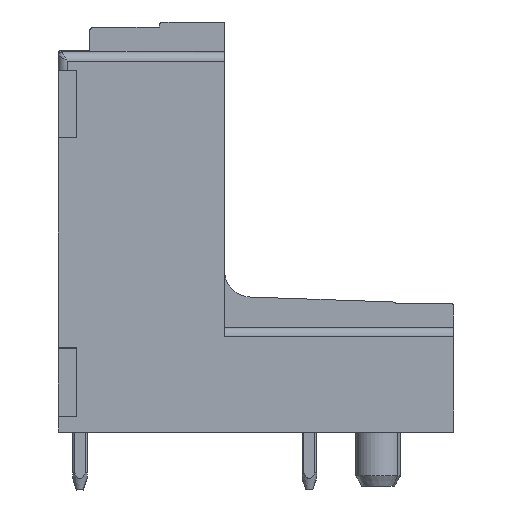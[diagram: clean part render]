
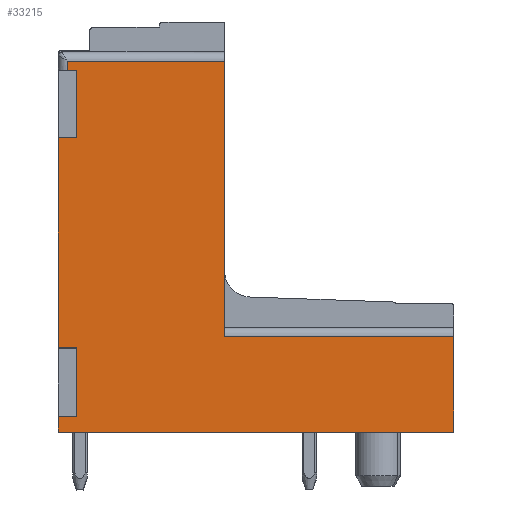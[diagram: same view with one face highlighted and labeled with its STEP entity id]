
A CAD part, left-side view. The second image highlights one B-rep face of the part: STEP entity #33215.
In plain terms, the highlighted planar face has unit normal (-1, 0, 0).
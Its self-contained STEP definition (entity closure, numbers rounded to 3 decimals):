
#33197=AXIS2_PLACEMENT_3D('Plane Axis2P3D',#33194,#33195,#33196) ;
#150=CARTESIAN_POINT('Vertex',(0.,21.9,3.2)) ;
#852=CARTESIAN_POINT('Vertex',(0.,0.,3.2)) ;
#855=CARTESIAN_POINT('Line Origine',(0.,10.95,3.2)) ;
#1216=CARTESIAN_POINT('Line Origine',(0.,21.9,3.635)) ;
#1220=CARTESIAN_POINT('Vertex',(0.,21.9,4.07)) ;
#1290=CARTESIAN_POINT('Vertex',(0.,21.9,7.89)) ;
#1293=CARTESIAN_POINT('Line Origine',(0.,21.9,13.695)) ;
#1297=CARTESIAN_POINT('Vertex',(0.,21.9,19.5)) ;
#2404=CARTESIAN_POINT('Vertex',(0.,12.7,23.74)) ;
#2407=CARTESIAN_POINT('Line Origine',(0.,12.7,16.12)) ;
#2411=CARTESIAN_POINT('Vertex',(0.,12.7,8.5)) ;
#4390=CARTESIAN_POINT('Vertex',(0.,0.,8.5)) ;
#4393=CARTESIAN_POINT('Line Origine',(0.,0.,5.85)) ;
#15003=CARTESIAN_POINT('Vertex',(0.,21.4,23.74)) ;
#26465=CARTESIAN_POINT('Line Origine',(0.,21.4,13.72)) ;
#26469=CARTESIAN_POINT('Vertex',(0.,21.4,23.24)) ;
#26489=CARTESIAN_POINT('Line Origine',(0.,10.95,23.74)) ;
#26501=CARTESIAN_POINT('Line Origine',(0.,21.4,4.07)) ;
#26505=CARTESIAN_POINT('Vertex',(0.,20.9,4.07)) ;
#26523=CARTESIAN_POINT('Line Origine',(0.,20.9,5.98)) ;
#26527=CARTESIAN_POINT('Vertex',(0.,20.9,7.89)) ;
#26542=CARTESIAN_POINT('Line Origine',(0.,21.4,7.89)) ;
#26554=CARTESIAN_POINT('Line Origine',(0.,21.4,19.5)) ;
#26558=CARTESIAN_POINT('Vertex',(0.,20.9,19.5)) ;
#26576=CARTESIAN_POINT('Line Origine',(0.,20.9,21.37)) ;
#26580=CARTESIAN_POINT('Vertex',(0.,20.9,23.24)) ;
#26595=CARTESIAN_POINT('Line Origine',(0.,21.15,23.24)) ;
#32647=CARTESIAN_POINT('Line Origine',(0.,10.95,8.5)) ;
#33194=CARTESIAN_POINT('Axis2P3D Location',(0.,0.,0.)) ;
#856=DIRECTION('Vector Direction',(0.,1.,0.)) ;
#1217=DIRECTION('Vector Direction',(0.,0.,1.)) ;
#1294=DIRECTION('Vector Direction',(0.,0.,1.)) ;
#2408=DIRECTION('Vector Direction',(0.,0.,-1.)) ;
#4394=DIRECTION('Vector Direction',(0.,0.,-1.)) ;
#26466=DIRECTION('Vector Direction',(0.,0.,-1.)) ;
#26490=DIRECTION('Vector Direction',(0.,-1.,0.)) ;
#26502=DIRECTION('Vector Direction',(0.,-1.,0.)) ;
#26524=DIRECTION('Vector Direction',(0.,0.,-1.)) ;
#26543=DIRECTION('Vector Direction',(0.,1.,0.)) ;
#26555=DIRECTION('Vector Direction',(0.,-1.,0.)) ;
#26577=DIRECTION('Vector Direction',(0.,0.,-1.)) ;
#26596=DIRECTION('Vector Direction',(0.,1.,0.)) ;
#32648=DIRECTION('Vector Direction',(0.,-1.,0.)) ;
#33195=DIRECTION('Axis2P3D Direction',(-1.,0.,0.)) ;
#33196=DIRECTION('Axis2P3D XDirection',(0.,-1.,0.)) ;
#857=VECTOR('Line Direction',#856,1.) ;
#1218=VECTOR('Line Direction',#1217,1.) ;
#1295=VECTOR('Line Direction',#1294,1.) ;
#2409=VECTOR('Line Direction',#2408,1.) ;
#4395=VECTOR('Line Direction',#4394,1.) ;
#26467=VECTOR('Line Direction',#26466,1.) ;
#26491=VECTOR('Line Direction',#26490,1.) ;
#26503=VECTOR('Line Direction',#26502,1.) ;
#26525=VECTOR('Line Direction',#26524,1.) ;
#26544=VECTOR('Line Direction',#26543,1.) ;
#26556=VECTOR('Line Direction',#26555,1.) ;
#26578=VECTOR('Line Direction',#26577,1.) ;
#26597=VECTOR('Line Direction',#26596,1.) ;
#32649=VECTOR('Line Direction',#32648,1.) ;
#33200=ORIENTED_EDGE('',*,*,#26599,.T.) ;
#33201=ORIENTED_EDGE('',*,*,#26582,.T.) ;
#33202=ORIENTED_EDGE('',*,*,#26560,.T.) ;
#33203=ORIENTED_EDGE('',*,*,#1299,.T.) ;
#33204=ORIENTED_EDGE('',*,*,#26546,.T.) ;
#33205=ORIENTED_EDGE('',*,*,#26529,.T.) ;
#33206=ORIENTED_EDGE('',*,*,#26507,.T.) ;
#33207=ORIENTED_EDGE('',*,*,#1222,.T.) ;
#33208=ORIENTED_EDGE('',*,*,#859,.T.) ;
#33209=ORIENTED_EDGE('',*,*,#4397,.T.) ;
#33210=ORIENTED_EDGE('',*,*,#32651,.T.) ;
#33211=ORIENTED_EDGE('',*,*,#2413,.F.) ;
#33212=ORIENTED_EDGE('',*,*,#26493,.T.) ;
#33213=ORIENTED_EDGE('',*,*,#26471,.T.) ;
#33215=ADVANCED_FACE('HOUSING',(#33214),#33198,.T.) ;
#859=EDGE_CURVE('',#151,#853,#858,.F.) ;
#1222=EDGE_CURVE('',#1221,#151,#1219,.F.) ;
#1299=EDGE_CURVE('',#1298,#1291,#1296,.F.) ;
#2413=EDGE_CURVE('',#2405,#2412,#2410,.T.) ;
#4397=EDGE_CURVE('',#853,#4391,#4396,.F.) ;
#26471=EDGE_CURVE('',#15004,#26470,#26468,.T.) ;
#26493=EDGE_CURVE('',#2405,#15004,#26492,.F.) ;
#26507=EDGE_CURVE('',#26506,#1221,#26504,.F.) ;
#26529=EDGE_CURVE('',#26528,#26506,#26526,.T.) ;
#26546=EDGE_CURVE('',#1291,#26528,#26545,.F.) ;
#26560=EDGE_CURVE('',#26559,#1298,#26557,.F.) ;
#26582=EDGE_CURVE('',#26581,#26559,#26579,.T.) ;
#26599=EDGE_CURVE('',#26470,#26581,#26598,.F.) ;
#32651=EDGE_CURVE('',#4391,#2412,#32650,.F.) ;
#33199=EDGE_LOOP('',(#33200,#33201,#33202,#33203,#33204,#33205,#33206,#33207,#33208,#33209,#33210,#33211,#33212,#33213)) ;
#33214=FACE_OUTER_BOUND('',#33199,.T.) ;
#858=LINE('Line',#855,#857) ;
#1219=LINE('Line',#1216,#1218) ;
#1296=LINE('Line',#1293,#1295) ;
#2410=LINE('Line',#2407,#2409) ;
#4396=LINE('Line',#4393,#4395) ;
#26468=LINE('Line',#26465,#26467) ;
#26492=LINE('Line',#26489,#26491) ;
#26504=LINE('Line',#26501,#26503) ;
#26526=LINE('Line',#26523,#26525) ;
#26545=LINE('Line',#26542,#26544) ;
#26557=LINE('Line',#26554,#26556) ;
#26579=LINE('Line',#26576,#26578) ;
#26598=LINE('Line',#26595,#26597) ;
#32650=LINE('Line',#32647,#32649) ;
#33198=PLANE('',#33197) ;
#151=VERTEX_POINT('',#150) ;
#853=VERTEX_POINT('',#852) ;
#1221=VERTEX_POINT('',#1220) ;
#1291=VERTEX_POINT('',#1290) ;
#1298=VERTEX_POINT('',#1297) ;
#2405=VERTEX_POINT('',#2404) ;
#2412=VERTEX_POINT('',#2411) ;
#4391=VERTEX_POINT('',#4390) ;
#15004=VERTEX_POINT('',#15003) ;
#26470=VERTEX_POINT('',#26469) ;
#26506=VERTEX_POINT('',#26505) ;
#26528=VERTEX_POINT('',#26527) ;
#26559=VERTEX_POINT('',#26558) ;
#26581=VERTEX_POINT('',#26580) ;
